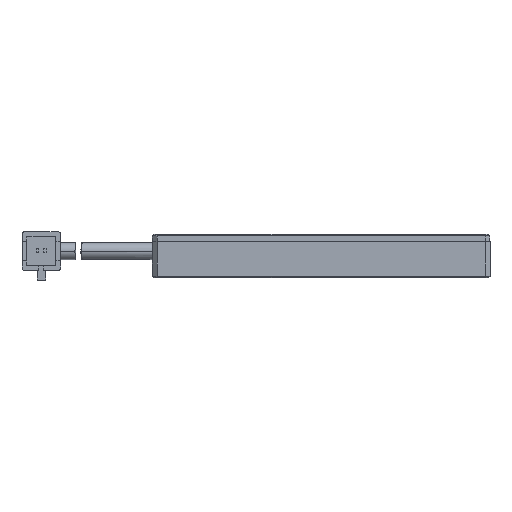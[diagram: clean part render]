
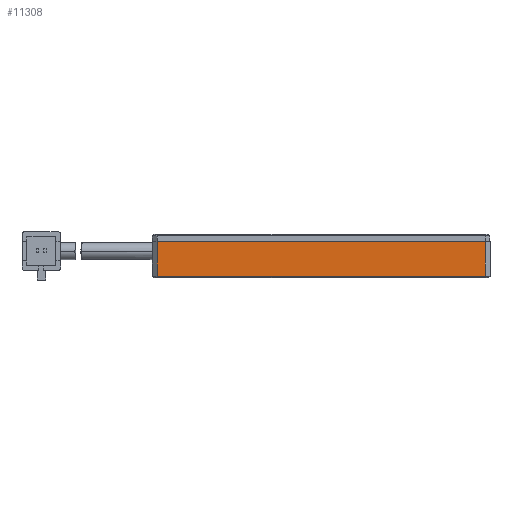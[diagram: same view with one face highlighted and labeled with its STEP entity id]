
A CAD part, left-side view. The second image highlights one B-rep face of the part: STEP entity #11308.
In plain terms, the highlighted planar face has unit normal (-1, 0, 0).
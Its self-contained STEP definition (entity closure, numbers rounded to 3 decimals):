
#1341 = VERTEX_POINT ( 'NONE', #6845 ) ;
#1731 = EDGE_CURVE ( 'NONE', #5432, #19466, #12482, .T. ) ;
#3164 = CARTESIAN_POINT ( 'NONE',  ( -47.466, 71.536, -2.7 ) ) ;
#3945 = ORIENTED_EDGE ( 'NONE', *, *, #21178, .F. ) ;
#4993 = DIRECTION ( 'NONE',  ( 1., 0., 0. ) ) ;
#5080 = VECTOR ( 'NONE', #19582, 1000. ) ;
#5331 = AXIS2_PLACEMENT_3D ( 'NONE', #19662, #4993, #9924 ) ;
#5413 = VECTOR ( 'NONE', #16421, 1000. ) ;
#5432 = VERTEX_POINT ( 'NONE', #9769 ) ;
#5466 = VERTEX_POINT ( 'NONE', #3164 ) ;
#6845 = CARTESIAN_POINT ( 'NONE',  ( -47.466, 71.536, 4.5 ) ) ;
#7462 = CARTESIAN_POINT ( 'NONE',  ( -47.466, 71.536, 4.5 ) ) ;
#7547 = EDGE_CURVE ( 'NONE', #5432, #1341, #20944, .T. ) ;
#8076 = CARTESIAN_POINT ( 'NONE',  ( -47.466, 3.536, 4.5 ) ) ;
#8897 = EDGE_CURVE ( 'NONE', #19466, #5466, #15166, .T. ) ;
#9125 = DIRECTION ( 'NONE',  ( 0., 0., 1. ) ) ;
#9508 = EDGE_LOOP ( 'NONE', ( #18964, #12016, #14509, #3945 ) ) ;
#9714 = PLANE ( 'NONE',  #5331 ) ;
#9769 = CARTESIAN_POINT ( 'NONE',  ( -47.466, 3.536, 4.5 ) ) ;
#9924 = DIRECTION ( 'NONE',  ( 0., 1., 0. ) ) ;
#11291 = CARTESIAN_POINT ( 'NONE',  ( -47.466, 2.536, -2.7 ) ) ;
#11308 = ADVANCED_FACE ( 'NONE', ( #12657 ), #9714, .F. ) ;
#11639 = VECTOR ( 'NONE', #19452, 1000. ) ;
#12016 = ORIENTED_EDGE ( 'NONE', *, *, #1731, .F. ) ;
#12482 = LINE ( 'NONE', #8076, #5080 ) ;
#12657 = FACE_OUTER_BOUND ( 'NONE', #9508, .T. ) ;
#13692 = VECTOR ( 'NONE', #9125, 1000. ) ;
#14509 = ORIENTED_EDGE ( 'NONE', *, *, #7547, .T. ) ;
#15166 = LINE ( 'NONE', #11291, #5413 ) ;
#15254 = LINE ( 'NONE', #7462, #13692 ) ;
#15433 = CARTESIAN_POINT ( 'NONE',  ( -47.466, 3.536, -2.7 ) ) ;
#16421 = DIRECTION ( 'NONE',  ( 0., 1., 0. ) ) ;
#17767 = CARTESIAN_POINT ( 'NONE',  ( -47.466, 72.536, 4.5 ) ) ;
#18964 = ORIENTED_EDGE ( 'NONE', *, *, #8897, .F. ) ;
#19452 = DIRECTION ( 'NONE',  ( 0., 1., 0. ) ) ;
#19466 = VERTEX_POINT ( 'NONE', #15433 ) ;
#19582 = DIRECTION ( 'NONE',  ( 0., 0., -1. ) ) ;
#19662 = CARTESIAN_POINT ( 'NONE',  ( -47.466, 2.536, 4.5 ) ) ;
#20944 = LINE ( 'NONE', #17767, #11639 ) ;
#21178 = EDGE_CURVE ( 'NONE', #5466, #1341, #15254, .T. ) ;
